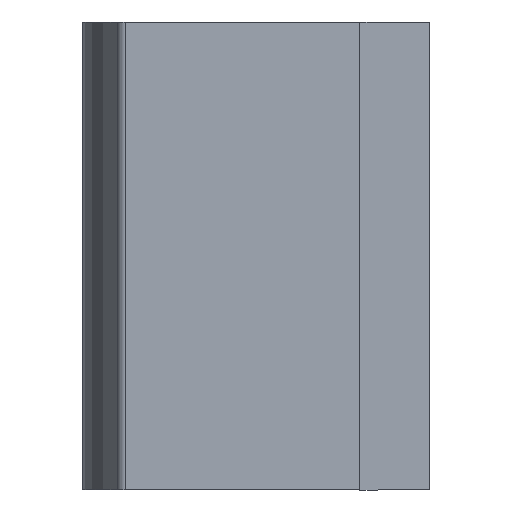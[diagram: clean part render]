
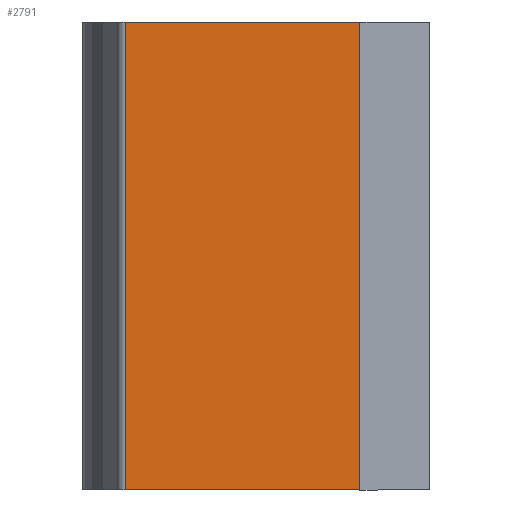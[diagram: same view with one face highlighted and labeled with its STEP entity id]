
A CAD part, left-side view. The second image highlights one B-rep face of the part: STEP entity #2791.
In plain terms, the highlighted planar face has unit normal (-1, 0, 0).
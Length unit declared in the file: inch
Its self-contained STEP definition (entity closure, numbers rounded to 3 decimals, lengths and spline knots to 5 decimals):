
#280 = DIRECTION ( 'NONE',  ( 1., 0., 0. ) ) ;
#326 = CARTESIAN_POINT ( 'NONE',  ( -0.6875, -0.437, -0.844 ) ) ;
#448 = ORIENTED_EDGE ( 'NONE', *, *, #999, .T. ) ;
#489 = EDGE_LOOP ( 'NONE', ( #448, #3958, #1094, #2146 ) ) ;
#734 = VECTOR ( 'NONE', #3233, 39.37008 ) ;
#828 = DIRECTION ( 'NONE',  ( 0., 0., 1. ) ) ;
#861 = PLANE ( 'NONE',  #2814 ) ;
#892 = FACE_OUTER_BOUND ( 'NONE', #489, .T. ) ;
#999 = EDGE_CURVE ( 'NONE', #1010, #3096, #1794, .T. ) ;
#1010 = VERTEX_POINT ( 'NONE', #2127 ) ;
#1047 = EDGE_CURVE ( 'NONE', #3096, #2180, #2966, .T. ) ;
#1094 = ORIENTED_EDGE ( 'NONE', *, *, #2044, .F. ) ;
#1213 = VERTEX_POINT ( 'NONE', #326 ) ;
#1328 = EDGE_CURVE ( 'NONE', #1213, #1010, #1790, .T. ) ;
#1790 = LINE ( 'NONE', #2683, #2227 ) ;
#1794 = LINE ( 'NONE', #3687, #2522 ) ;
#1993 = VECTOR ( 'NONE', #3722, 39.37008 ) ;
#2044 = EDGE_CURVE ( 'NONE', #1213, #2180, #2359, .T. ) ;
#2099 = CARTESIAN_POINT ( 'NONE',  ( -0.6875, 0., -0.844 ) ) ;
#2127 = CARTESIAN_POINT ( 'NONE',  ( -0.6875, -0.437, 0.844 ) ) ;
#2146 = ORIENTED_EDGE ( 'NONE', *, *, #1328, .T. ) ;
#2180 = VERTEX_POINT ( 'NONE', #3949 ) ;
#2227 = VECTOR ( 'NONE', #828, 39.37008 ) ;
#2359 = LINE ( 'NONE', #2971, #734 ) ;
#2383 = DIRECTION ( 'NONE',  ( 0., 0., -1. ) ) ;
#2522 = VECTOR ( 'NONE', #2736, 39.37008 ) ;
#2683 = CARTESIAN_POINT ( 'NONE',  ( -0.6875, -0.437, -1.25698 ) ) ;
#2736 = DIRECTION ( 'NONE',  ( 0., 1., 0. ) ) ;
#2791 = ADVANCED_FACE ( 'NONE', ( #892 ), #861, .F. ) ;
#2814 = AXIS2_PLACEMENT_3D ( 'NONE', #2099, #280, #2383 ) ;
#2966 = LINE ( 'NONE', #3117, #1993 ) ;
#2971 = CARTESIAN_POINT ( 'NONE',  ( -0.6875, 0., -0.844 ) ) ;
#3096 = VERTEX_POINT ( 'NONE', #3870 ) ;
#3117 = CARTESIAN_POINT ( 'NONE',  ( -0.6875, 0.408, -0.844 ) ) ;
#3233 = DIRECTION ( 'NONE',  ( 0., 1., 0. ) ) ;
#3687 = CARTESIAN_POINT ( 'NONE',  ( -0.6875, 0., 0.844 ) ) ;
#3722 = DIRECTION ( 'NONE',  ( 0., 0., -1. ) ) ;
#3870 = CARTESIAN_POINT ( 'NONE',  ( -0.6875, 0.408, 0.844 ) ) ;
#3949 = CARTESIAN_POINT ( 'NONE',  ( -0.6875, 0.408, -0.844 ) ) ;
#3958 = ORIENTED_EDGE ( 'NONE', *, *, #1047, .T. ) ;
